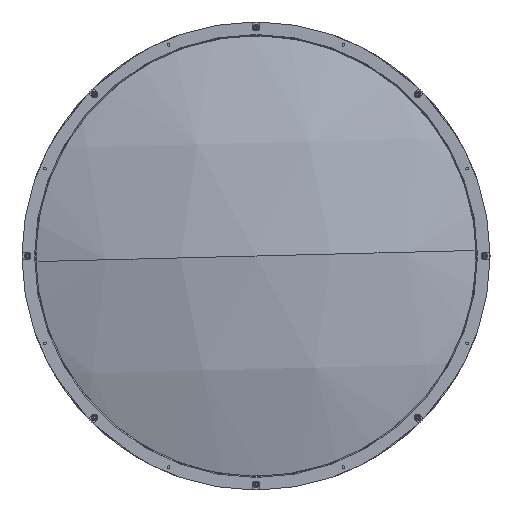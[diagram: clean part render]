
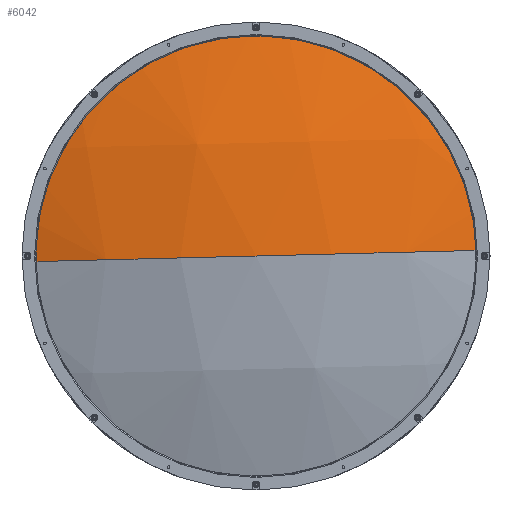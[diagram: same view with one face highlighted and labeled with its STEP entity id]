
A CAD part, left-side view. The second image highlights one B-rep face of the part: STEP entity #6042.
In plain terms, the highlighted spherical face has radius 625 mm.
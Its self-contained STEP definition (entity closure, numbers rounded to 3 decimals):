
#182 = ORIENTED_EDGE ( 'NONE', *, *, #2389, .T. ) ;
#1335 = DIRECTION ( 'NONE',  ( 0., -1., 0.025 ) ) ;
#2172 = FACE_OUTER_BOUND ( 'NONE', #12825, .T. ) ;
#2314 = CARTESIAN_POINT ( 'NONE',  ( -3., 0., 0. ) ) ;
#2389 = EDGE_CURVE ( 'NONE', #10764, #5984, #5222, .T. ) ;
#2425 = DIRECTION ( 'NONE',  ( -1., 0., 0. ) ) ;
#3105 = DIRECTION ( 'NONE',  ( 0., 0.025, 1. ) ) ;
#3148 = ORIENTED_EDGE ( 'NONE', *, *, #11335, .F. ) ;
#3545 = AXIS2_PLACEMENT_3D ( 'NONE', #9706, #12859, #1335 ) ;
#4112 = EDGE_CURVE ( 'NONE', #7227, #10764, #11210, .T. ) ;
#4890 = CARTESIAN_POINT ( 'NONE',  ( 622., 0., 0. ) ) ;
#5107 = AXIS2_PLACEMENT_3D ( 'NONE', #4890, #12236, #5956 ) ;
#5120 = ORIENTED_EDGE ( 'NONE', *, *, #4112, .T. ) ;
#5222 = CIRCLE ( 'NONE', #11340, 625. ) ;
#5231 = CIRCLE ( 'NONE', #5107, 625. ) ;
#5956 = DIRECTION ( 'NONE',  ( 0., 1., -0.025 ) ) ;
#5984 = VERTEX_POINT ( 'NONE', #2314 ) ;
#6042 = ADVANCED_FACE ( 'NONE', ( #2172 ), #12985, .T. ) ;
#6812 = CARTESIAN_POINT ( 'NONE',  ( 31.576, -204.935, 5.173 ) ) ;
#7227 = VERTEX_POINT ( 'NONE', #6812 ) ;
#7911 = AXIS2_PLACEMENT_3D ( 'NONE', #8724, #2425, #9783 ) ;
#8724 = CARTESIAN_POINT ( 'NONE',  ( 31.576, 0., 0. ) ) ;
#9389 = CARTESIAN_POINT ( 'NONE',  ( 622., 0., 0. ) ) ;
#9706 = CARTESIAN_POINT ( 'NONE',  ( 622., 0., 0. ) ) ;
#9783 = DIRECTION ( 'NONE',  ( 0., 0.025, 1. ) ) ;
#10431 = DIRECTION ( 'NONE',  ( 0., -1., 0.025 ) ) ;
#10764 = VERTEX_POINT ( 'NONE', #10946 ) ;
#10946 = CARTESIAN_POINT ( 'NONE',  ( 31.576, 204.935, -5.173 ) ) ;
#11210 = CIRCLE ( 'NONE', #7911, 205. ) ;
#11335 = EDGE_CURVE ( 'NONE', #7227, #5984, #5231, .T. ) ;
#11340 = AXIS2_PLACEMENT_3D ( 'NONE', #9389, #3105, #10431 ) ;
#12236 = DIRECTION ( 'NONE',  ( 0., -0.025, -1. ) ) ;
#12825 = EDGE_LOOP ( 'NONE', ( #5120, #182, #3148 ) ) ;
#12859 = DIRECTION ( 'NONE',  ( 0., 0.025, 1. ) ) ;
#12985 = SPHERICAL_SURFACE ( 'NONE', #3545, 625. ) ;
